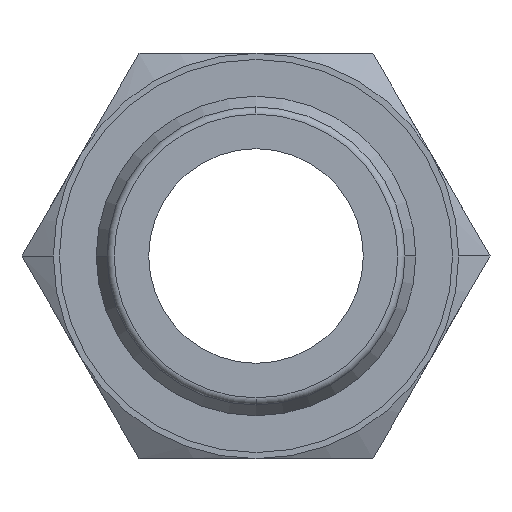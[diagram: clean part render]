
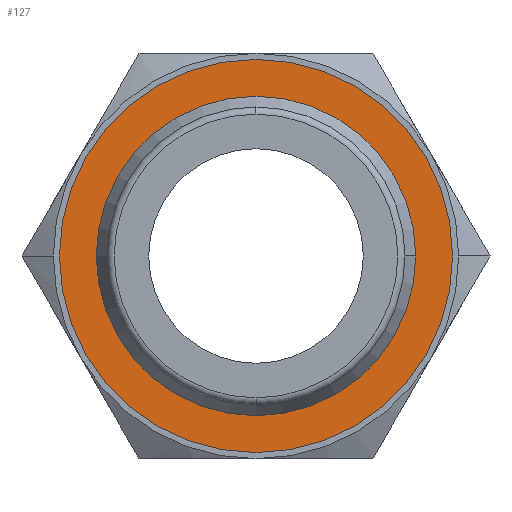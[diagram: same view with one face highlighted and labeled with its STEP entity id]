
A CAD part, front view. The second image highlights one B-rep face of the part: STEP entity #127.
In plain terms, the highlighted planar face has unit normal (0, -1, 0).
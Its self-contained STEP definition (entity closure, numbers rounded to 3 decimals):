
#127=ADVANCED_FACE('',(#332,#333),#334,.T.);
#332=FACE_OUTER_BOUND('',#617,.T.);
#333=FACE_BOUND('',#618,.T.);
#334=PLANE('',#619);
#617=EDGE_LOOP('',(#926,#927));
#618=EDGE_LOOP('',(#928,#929));
#619=AXIS2_PLACEMENT_3D('',#930,#931,#932);
#926=ORIENTED_EDGE('',*,*,#1649,.T.);
#927=ORIENTED_EDGE('',*,*,#1650,.T.);
#928=ORIENTED_EDGE('',*,*,#1651,.F.);
#929=ORIENTED_EDGE('',*,*,#1652,.F.);
#930=CARTESIAN_POINT('',(0.0,14.0,0.0));
#931=DIRECTION('',(0.0,-1.0,0.0));
#932=DIRECTION('',(-1.0,0.0,0.0));
#1649=EDGE_CURVE('',#1951,#1952,#1953,.T.);
#1650=EDGE_CURVE('',#1952,#1951,#1954,.T.);
#1651=EDGE_CURVE('',#1955,#1956,#1957,.T.);
#1652=EDGE_CURVE('',#1956,#1955,#1958,.T.);
#1951=VERTEX_POINT('',#2346);
#1952=VERTEX_POINT('',#2347);
#1953=CIRCLE('',#2348,8.245);
#1954=CIRCLE('',#2349,8.245);
#1955=VERTEX_POINT('',#2350);
#1956=VERTEX_POINT('',#2351);
#1957=CIRCLE('',#2352,6.7);
#1958=CIRCLE('',#2353,6.7);
#2346=CARTESIAN_POINT('',(8.245,14.0,0.0));
#2347=CARTESIAN_POINT('',(-8.245,14.0,0.));
#2348=AXIS2_PLACEMENT_3D('',#3046,#3047,#3048);
#2349=AXIS2_PLACEMENT_3D('',#3049,#3050,#3051);
#2350=CARTESIAN_POINT('',(-6.7,14.0,0.));
#2351=CARTESIAN_POINT('',(6.7,14.0,0.));
#2352=AXIS2_PLACEMENT_3D('',#3052,#3053,#3054);
#2353=AXIS2_PLACEMENT_3D('',#3055,#3056,#3057);
#3046=CARTESIAN_POINT('',(0.0,14.0,0.0));
#3047=DIRECTION('',(0.0,-1.0,0.0));
#3048=DIRECTION('',(1.0,0.0,0.0));
#3049=CARTESIAN_POINT('',(0.0,14.0,0.0));
#3050=DIRECTION('',(0.0,-1.0,0.0));
#3051=DIRECTION('',(1.0,0.0,0.0));
#3052=CARTESIAN_POINT('',(0.0,14.0,0.0));
#3053=DIRECTION('',(0.0,-1.0,0.0));
#3054=DIRECTION('',(1.0,0.0,0.0));
#3055=CARTESIAN_POINT('',(0.0,14.0,0.0));
#3056=DIRECTION('',(0.0,-1.0,0.0));
#3057=DIRECTION('',(1.0,0.0,0.0));
